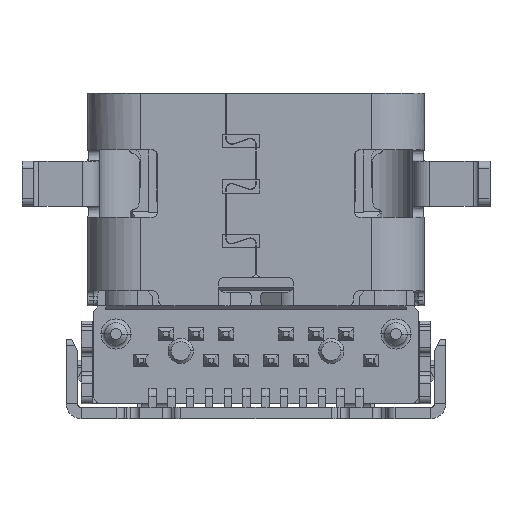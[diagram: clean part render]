
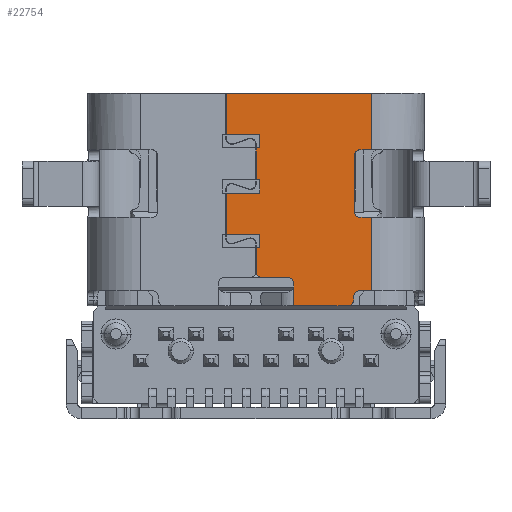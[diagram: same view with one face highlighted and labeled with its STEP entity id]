
A CAD part, front view. The second image highlights one B-rep face of the part: STEP entity #22754.
In plain terms, the highlighted planar face has unit normal (0, -1, 0).
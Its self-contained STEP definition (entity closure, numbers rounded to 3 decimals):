
#3327=DIRECTION('',(1.,0.,0.));
#3328=VECTOR('',#3327,3.865);
#3329=CARTESIAN_POINT('',(-0.795,-1.58,4.8));
#3330=LINE('',#3329,#3328);
#3331=CARTESIAN_POINT('',(2.765,-1.58,3.15));
#3332=DIRECTION('',(0.,-1.,0.));
#3333=DIRECTION('',(0.,0.,1.));
#3334=AXIS2_PLACEMENT_3D('',#3331,#3332,#3333);
#3336=DIRECTION('',(0.,0.,-1.));
#3337=VECTOR('',#3336,1.5);
#3338=CARTESIAN_POINT('',(2.615,-1.58,3.15));
#3339=LINE('',#3338,#3337);
#3340=CARTESIAN_POINT('',(2.765,-1.58,1.65));
#3341=DIRECTION('',(0.,-1.,0.));
#3342=DIRECTION('',(-1.,0.,0.));
#3343=AXIS2_PLACEMENT_3D('',#3340,#3341,#3342);
#3345=DIRECTION('',(1.,0.,0.));
#3346=VECTOR('',#3345,0.305);
#3347=CARTESIAN_POINT('',(2.765,-1.58,1.5));
#3348=LINE('',#3347,#3346);
#3349=CARTESIAN_POINT('',(2.75,-1.58,-0.6));
#3350=DIRECTION('',(0.,-1.,0.));
#3351=DIRECTION('',(0.,0.,1.));
#3352=AXIS2_PLACEMENT_3D('',#3349,#3350,#3351);
#3354=DIRECTION('',(0.,0.,-1.));
#3355=VECTOR('',#3354,0.1);
#3356=CARTESIAN_POINT('',(2.6,-1.58,-0.6));
#3357=LINE('',#3356,#3355);
#3358=CARTESIAN_POINT('',(2.45,-1.58,-0.7));
#3359=DIRECTION('',(0.,1.,0.));
#3360=DIRECTION('',(1.,0.,0.));
#3361=AXIS2_PLACEMENT_3D('',#3358,#3359,#3360);
#3363=DIRECTION('',(-1.,0.,0.));
#3364=VECTOR('',#3363,1.45);
#3365=CARTESIAN_POINT('',(2.45,-1.58,-0.85));
#3366=LINE('',#3365,#3364);
#3367=DIRECTION('',(0.,0.,1.));
#3368=VECTOR('',#3367,0.1);
#3369=CARTESIAN_POINT('',(1.,-1.58,-0.35));
#3370=LINE('',#3369,#3368);
#3371=CARTESIAN_POINT('',(0.85,-1.58,-0.25));
#3372=DIRECTION('',(0.,-1.,0.));
#3373=DIRECTION('',(1.,0.,0.));
#3374=AXIS2_PLACEMENT_3D('',#3371,#3372,#3373);
#3376=DIRECTION('',(-1.,0.,0.));
#3377=VECTOR('',#3376,0.695);
#3378=CARTESIAN_POINT('',(0.85,-1.58,-0.1));
#3379=LINE('',#3378,#3377);
#3380=CARTESIAN_POINT('',(0.155,-1.58,0.05));
#3381=DIRECTION('',(0.,1.,0.));
#3382=DIRECTION('',(0.,0.,-1.));
#3383=AXIS2_PLACEMENT_3D('',#3380,#3381,#3382);
#3385=DIRECTION('',(0.,0.,1.));
#3386=VECTOR('',#3385,0.65);
#3387=CARTESIAN_POINT('',(0.005,-1.58,0.05));
#3388=LINE('',#3387,#3386);
#3389=DIRECTION('',(0.,0.,1.));
#3390=VECTOR('',#3389,1.1);
#3391=CARTESIAN_POINT('',(-0.795,-1.58,1.05));
#3392=LINE('',#3391,#3390);
#3393=DIRECTION('',(0.,0.,1.));
#3394=VECTOR('',#3393,0.85);
#3395=CARTESIAN_POINT('',(0.005,-1.58,2.5));
#3396=LINE('',#3395,#3394);
#3397=DIRECTION('',(0.,0.,1.));
#3398=VECTOR('',#3397,1.1);
#3399=CARTESIAN_POINT('',(-0.795,-1.58,3.7));
#3400=LINE('',#3399,#3398);
#3405=DIRECTION('',(0.,0.,1.));
#3406=VECTOR('',#3405,1.5);
#3407=CARTESIAN_POINT('',(3.07,-1.58,3.3));
#3408=LINE('',#3407,#3406);
#5210=DIRECTION('',(1.,0.,0.));
#5211=VECTOR('',#5210,0.32);
#5212=CARTESIAN_POINT('',(2.75,-1.58,-0.45));
#5213=LINE('',#5212,#5211);
#5245=DIRECTION('',(0.,0.,1.));
#5246=VECTOR('',#5245,1.95);
#5247=CARTESIAN_POINT('',(3.07,-1.58,-0.45));
#5248=LINE('',#5247,#5246);
#5656=DIRECTION('',(-1.,0.,0.));
#5657=VECTOR('',#5656,0.095);
#5658=CARTESIAN_POINT('',(0.1,-1.58,3.35));
#5659=LINE('',#5658,#5657);
#5664=DIRECTION('',(0.,0.,-1.));
#5665=VECTOR('',#5664,0.35);
#5666=CARTESIAN_POINT('',(0.1,-1.58,3.7));
#5667=LINE('',#5666,#5665);
#5672=DIRECTION('',(1.,0.,0.));
#5673=VECTOR('',#5672,0.895);
#5674=CARTESIAN_POINT('',(-0.795,-1.58,3.7));
#5675=LINE('',#5674,#5673);
#5696=DIRECTION('',(1.,0.,0.));
#5697=VECTOR('',#5696,0.095);
#5698=CARTESIAN_POINT('',(0.005,-1.58,2.5));
#5699=LINE('',#5698,#5697);
#5704=DIRECTION('',(0.,0.,-1.));
#5705=VECTOR('',#5704,0.35);
#5706=CARTESIAN_POINT('',(0.1,-1.58,2.5));
#5707=LINE('',#5706,#5705);
#5712=DIRECTION('',(-1.,0.,0.));
#5713=VECTOR('',#5712,0.895);
#5714=CARTESIAN_POINT('',(0.1,-1.58,2.15));
#5715=LINE('',#5714,#5713);
#5720=DIRECTION('',(1.,0.,0.));
#5721=VECTOR('',#5720,0.895);
#5722=CARTESIAN_POINT('',(-0.795,-1.58,1.05));
#5723=LINE('',#5722,#5721);
#5728=DIRECTION('',(0.,0.,-1.));
#5729=VECTOR('',#5728,0.35);
#5730=CARTESIAN_POINT('',(0.1,-1.58,1.05));
#5731=LINE('',#5730,#5729);
#5736=DIRECTION('',(-1.,0.,0.));
#5737=VECTOR('',#5736,0.095);
#5738=CARTESIAN_POINT('',(0.1,-1.58,0.7));
#5739=LINE('',#5738,#5737);
#5744=DIRECTION('',(0.,0.,-1.));
#5745=VECTOR('',#5744,0.5);
#5746=CARTESIAN_POINT('',(1.,-1.58,-0.35));
#5747=LINE('',#5746,#5745);
#10302=DIRECTION('',(1.,0.,0.));
#10303=VECTOR('',#10302,0.305);
#10304=CARTESIAN_POINT('',(2.765,-1.58,3.3));
#10305=LINE('',#10304,#10303);
#13845=CARTESIAN_POINT('',(3.07,-1.58,4.8));
#13846=VERTEX_POINT('',#13845);
#13847=CARTESIAN_POINT('',(-0.795,-1.58,4.8));
#13848=VERTEX_POINT('',#13847);
#14363=CARTESIAN_POINT('',(3.07,-1.58,3.3));
#14364=VERTEX_POINT('',#14363);
#14365=CARTESIAN_POINT('',(2.765,-1.58,3.3));
#14366=VERTEX_POINT('',#14365);
#14367=CARTESIAN_POINT('',(2.615,-1.58,3.15));
#14368=VERTEX_POINT('',#14367);
#14369=CARTESIAN_POINT('',(2.615,-1.58,1.65));
#14370=VERTEX_POINT('',#14369);
#14371=CARTESIAN_POINT('',(2.765,-1.58,1.5));
#14372=VERTEX_POINT('',#14371);
#14373=CARTESIAN_POINT('',(3.07,-1.58,1.5));
#14374=VERTEX_POINT('',#14373);
#14375=CARTESIAN_POINT('',(3.07,-1.58,-0.45));
#14376=VERTEX_POINT('',#14375);
#14377=CARTESIAN_POINT('',(2.75,-1.58,-0.45));
#14378=VERTEX_POINT('',#14377);
#14379=CARTESIAN_POINT('',(2.6,-1.58,-0.6));
#14380=VERTEX_POINT('',#14379);
#14381=CARTESIAN_POINT('',(2.6,-1.58,-0.7));
#14382=VERTEX_POINT('',#14381);
#14383=CARTESIAN_POINT('',(2.45,-1.58,-0.85));
#14384=VERTEX_POINT('',#14383);
#14385=CARTESIAN_POINT('',(1.,-1.58,-0.85));
#14386=VERTEX_POINT('',#14385);
#14387=CARTESIAN_POINT('',(1.,-1.58,-0.35));
#14388=VERTEX_POINT('',#14387);
#14389=CARTESIAN_POINT('',(1.,-1.58,-0.25));
#14390=VERTEX_POINT('',#14389);
#14391=CARTESIAN_POINT('',(0.85,-1.58,-0.1));
#14392=VERTEX_POINT('',#14391);
#14393=CARTESIAN_POINT('',(0.155,-1.58,-0.1));
#14394=VERTEX_POINT('',#14393);
#14395=CARTESIAN_POINT('',(0.005,-1.58,0.05));
#14396=VERTEX_POINT('',#14395);
#14397=CARTESIAN_POINT('',(0.005,-1.58,0.7));
#14398=VERTEX_POINT('',#14397);
#14399=CARTESIAN_POINT('',(0.1,-1.58,0.7));
#14400=VERTEX_POINT('',#14399);
#14401=CARTESIAN_POINT('',(0.1,-1.58,1.05));
#14402=VERTEX_POINT('',#14401);
#14403=CARTESIAN_POINT('',(-0.795,-1.58,1.05));
#14404=VERTEX_POINT('',#14403);
#14405=CARTESIAN_POINT('',(-0.795,-1.58,2.15));
#14406=VERTEX_POINT('',#14405);
#14407=CARTESIAN_POINT('',(0.1,-1.58,2.15));
#14408=VERTEX_POINT('',#14407);
#14409=CARTESIAN_POINT('',(0.1,-1.58,2.5));
#14410=VERTEX_POINT('',#14409);
#14411=CARTESIAN_POINT('',(0.005,-1.58,2.5));
#14412=VERTEX_POINT('',#14411);
#14413=CARTESIAN_POINT('',(0.005,-1.58,3.35));
#14414=VERTEX_POINT('',#14413);
#14415=CARTESIAN_POINT('',(0.1,-1.58,3.35));
#14416=VERTEX_POINT('',#14415);
#14417=CARTESIAN_POINT('',(0.1,-1.58,3.7));
#14418=VERTEX_POINT('',#14417);
#14419=CARTESIAN_POINT('',(-0.795,-1.58,3.7));
#14420=VERTEX_POINT('',#14419);
#22687=CARTESIAN_POINT('',(-3.07,-1.58,-0.85));
#22688=DIRECTION('',(0.,-1.,0.));
#22689=DIRECTION('',(1.,0.,0.));
#22690=AXIS2_PLACEMENT_3D('',#22687,#22688,#22689);
#22691=PLANE('',#22690);
#22692=ORIENTED_EDGE('',*,*,#22025,.T.);
#22694=ORIENTED_EDGE('',*,*,#22693,.F.);
#22696=ORIENTED_EDGE('',*,*,#22695,.F.);
#22698=ORIENTED_EDGE('',*,*,#22697,.T.);
#22700=ORIENTED_EDGE('',*,*,#22699,.T.);
#22702=ORIENTED_EDGE('',*,*,#22701,.T.);
#22704=ORIENTED_EDGE('',*,*,#22703,.T.);
#22706=ORIENTED_EDGE('',*,*,#22705,.F.);
#22708=ORIENTED_EDGE('',*,*,#22707,.F.);
#22710=ORIENTED_EDGE('',*,*,#22709,.T.);
#22712=ORIENTED_EDGE('',*,*,#22711,.T.);
#22714=ORIENTED_EDGE('',*,*,#22713,.T.);
#22716=ORIENTED_EDGE('',*,*,#22715,.T.);
#22718=ORIENTED_EDGE('',*,*,#22717,.F.);
#22720=ORIENTED_EDGE('',*,*,#22719,.T.);
#22722=ORIENTED_EDGE('',*,*,#22721,.T.);
#22724=ORIENTED_EDGE('',*,*,#22723,.T.);
#22726=ORIENTED_EDGE('',*,*,#22725,.T.);
#22728=ORIENTED_EDGE('',*,*,#22727,.T.);
#22730=ORIENTED_EDGE('',*,*,#22729,.F.);
#22732=ORIENTED_EDGE('',*,*,#22731,.F.);
#22734=ORIENTED_EDGE('',*,*,#22733,.F.);
#22736=ORIENTED_EDGE('',*,*,#22735,.T.);
#22738=ORIENTED_EDGE('',*,*,#22737,.F.);
#22740=ORIENTED_EDGE('',*,*,#22739,.F.);
#22742=ORIENTED_EDGE('',*,*,#22741,.F.);
#22744=ORIENTED_EDGE('',*,*,#22743,.T.);
#22746=ORIENTED_EDGE('',*,*,#22745,.F.);
#22748=ORIENTED_EDGE('',*,*,#22747,.F.);
#22750=ORIENTED_EDGE('',*,*,#22749,.F.);
#22751=ORIENTED_EDGE('',*,*,#22668,.T.);
#22752=EDGE_LOOP('',(#22692,#22694,#22696,#22698,#22700,#22702,#22704,#22706,
#22708,#22710,#22712,#22714,#22716,#22718,#22720,#22722,#22724,#22726,#22728,
#22730,#22732,#22734,#22736,#22738,#22740,#22742,#22744,#22746,#22748,#22750,
#22751));
#22753=FACE_OUTER_BOUND('',#22752,.F.);
#3335=CIRCLE('',#3334,0.15);
#3344=CIRCLE('',#3343,0.15);
#3353=CIRCLE('',#3352,0.15);
#3362=CIRCLE('',#3361,0.15);
#3375=CIRCLE('',#3374,0.15);
#3384=CIRCLE('',#3383,0.15);
#22025=EDGE_CURVE('',#13848,#13846,#3330,.T.);
#22668=EDGE_CURVE('',#14420,#13848,#3400,.T.);
#22693=EDGE_CURVE('',#14364,#13846,#3408,.T.);
#22695=EDGE_CURVE('',#14366,#14364,#10305,.T.);
#22697=EDGE_CURVE('',#14366,#14368,#3335,.T.);
#22699=EDGE_CURVE('',#14368,#14370,#3339,.T.);
#22701=EDGE_CURVE('',#14370,#14372,#3344,.T.);
#22703=EDGE_CURVE('',#14372,#14374,#3348,.T.);
#22705=EDGE_CURVE('',#14376,#14374,#5248,.T.);
#22707=EDGE_CURVE('',#14378,#14376,#5213,.T.);
#22709=EDGE_CURVE('',#14378,#14380,#3353,.T.);
#22711=EDGE_CURVE('',#14380,#14382,#3357,.T.);
#22713=EDGE_CURVE('',#14382,#14384,#3362,.T.);
#22715=EDGE_CURVE('',#14384,#14386,#3366,.T.);
#22717=EDGE_CURVE('',#14388,#14386,#5747,.T.);
#22719=EDGE_CURVE('',#14388,#14390,#3370,.T.);
#22721=EDGE_CURVE('',#14390,#14392,#3375,.T.);
#22723=EDGE_CURVE('',#14392,#14394,#3379,.T.);
#22725=EDGE_CURVE('',#14394,#14396,#3384,.T.);
#22727=EDGE_CURVE('',#14396,#14398,#3388,.T.);
#22729=EDGE_CURVE('',#14400,#14398,#5739,.T.);
#22731=EDGE_CURVE('',#14402,#14400,#5731,.T.);
#22733=EDGE_CURVE('',#14404,#14402,#5723,.T.);
#22735=EDGE_CURVE('',#14404,#14406,#3392,.T.);
#22737=EDGE_CURVE('',#14408,#14406,#5715,.T.);
#22739=EDGE_CURVE('',#14410,#14408,#5707,.T.);
#22741=EDGE_CURVE('',#14412,#14410,#5699,.T.);
#22743=EDGE_CURVE('',#14412,#14414,#3396,.T.);
#22745=EDGE_CURVE('',#14416,#14414,#5659,.T.);
#22747=EDGE_CURVE('',#14418,#14416,#5667,.T.);
#22749=EDGE_CURVE('',#14420,#14418,#5675,.T.);
#22754=ADVANCED_FACE('',(#22753),#22691,.T.);
